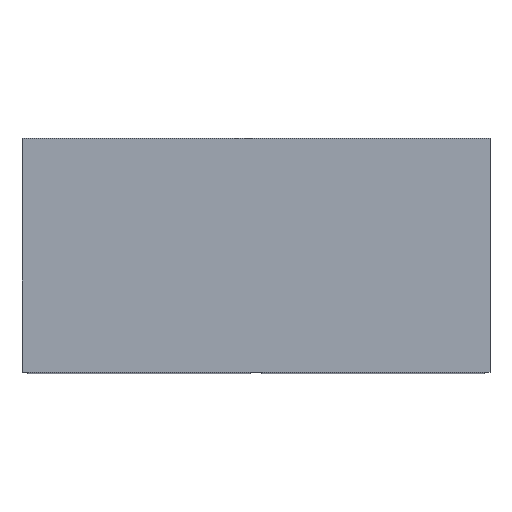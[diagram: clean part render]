
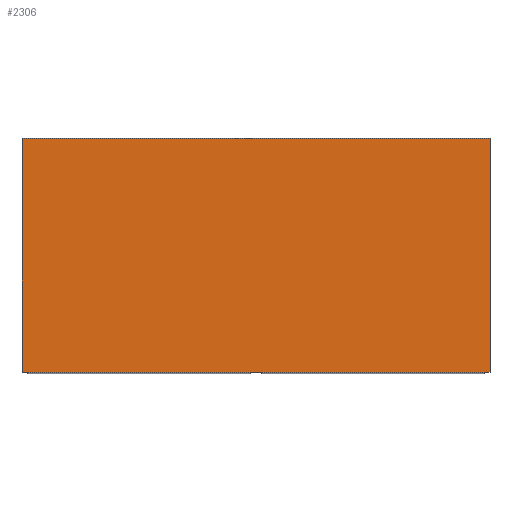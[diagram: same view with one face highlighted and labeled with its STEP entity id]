
A CAD part, top view. The second image highlights one B-rep face of the part: STEP entity #2306.
In plain terms, the highlighted planar face has unit normal (0, 0, 1).
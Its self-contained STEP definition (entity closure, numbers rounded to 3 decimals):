
#44 = PLANE('',#45);
#45 = AXIS2_PLACEMENT_3D('',#46,#47,#48);
#46 = CARTESIAN_POINT('',(-390.,-200.,-590.));
#47 = DIRECTION('',(0.,1.,0.));
#48 = DIRECTION('',(0.,0.,1.));
#100 = PLANE('',#101);
#101 = AXIS2_PLACEMENT_3D('',#102,#103,#104);
#102 = CARTESIAN_POINT('',(-390.,200.,-590.));
#103 = DIRECTION('',(0.,1.,0.));
#104 = DIRECTION('',(0.,0.,1.));
#215 = VERTEX_POINT('',#216);
#216 = CARTESIAN_POINT('',(-400.,-200.,600.));
#230 = PLANE('',#231);
#231 = AXIS2_PLACEMENT_3D('',#232,#233,#234);
#232 = CARTESIAN_POINT('',(-400.,-200.,-600.));
#233 = DIRECTION('',(1.,0.,0.));
#234 = DIRECTION('',(0.,0.,1.));
#242 = EDGE_CURVE('',#215,#243,#245,.T.);
#243 = VERTEX_POINT('',#244);
#244 = CARTESIAN_POINT('',(400.,-200.,600.));
#245 = SURFACE_CURVE('',#246,(#250,#257),.PCURVE_S1.);
#246 = LINE('',#247,#248);
#247 = CARTESIAN_POINT('',(-400.,-200.,600.));
#248 = VECTOR('',#249,1.);
#249 = DIRECTION('',(1.,0.,0.));
#250 = PCURVE('',#44,#251);
#251 = DEFINITIONAL_REPRESENTATION('',(#252),#256);
#252 = LINE('',#253,#254);
#253 = CARTESIAN_POINT('',(1190.,-10.));
#254 = VECTOR('',#255,1.);
#255 = DIRECTION('',(0.,1.));
#256 = ( GEOMETRIC_REPRESENTATION_CONTEXT(2) 
PARAMETRIC_REPRESENTATION_CONTEXT() REPRESENTATION_CONTEXT('2D SPACE',''
  ) );
#257 = PCURVE('',#258,#263);
#258 = PLANE('',#259);
#259 = AXIS2_PLACEMENT_3D('',#260,#261,#262);
#260 = CARTESIAN_POINT('',(-400.,-200.,600.));
#261 = DIRECTION('',(0.,0.,1.));
#262 = DIRECTION('',(1.,0.,0.));
#263 = DEFINITIONAL_REPRESENTATION('',(#264),#268);
#264 = LINE('',#265,#266);
#265 = CARTESIAN_POINT('',(0.,0.));
#266 = VECTOR('',#267,1.);
#267 = DIRECTION('',(1.,0.));
#268 = ( GEOMETRIC_REPRESENTATION_CONTEXT(2) 
PARAMETRIC_REPRESENTATION_CONTEXT() REPRESENTATION_CONTEXT('2D SPACE',''
  ) );
#286 = PLANE('',#287);
#287 = AXIS2_PLACEMENT_3D('',#288,#289,#290);
#288 = CARTESIAN_POINT('',(400.,-200.,-600.));
#289 = DIRECTION('',(1.,0.,0.));
#290 = DIRECTION('',(0.,0.,1.));
#537 = VERTEX_POINT('',#538);
#538 = CARTESIAN_POINT('',(-400.,200.,600.));
#559 = EDGE_CURVE('',#537,#560,#562,.T.);
#560 = VERTEX_POINT('',#561);
#561 = CARTESIAN_POINT('',(400.,200.,600.));
#562 = SURFACE_CURVE('',#563,(#567,#574),.PCURVE_S1.);
#563 = LINE('',#564,#565);
#564 = CARTESIAN_POINT('',(-400.,200.,600.));
#565 = VECTOR('',#566,1.);
#566 = DIRECTION('',(1.,0.,0.));
#567 = PCURVE('',#100,#568);
#568 = DEFINITIONAL_REPRESENTATION('',(#569),#573);
#569 = LINE('',#570,#571);
#570 = CARTESIAN_POINT('',(1190.,-10.));
#571 = VECTOR('',#572,1.);
#572 = DIRECTION('',(0.,1.));
#573 = ( GEOMETRIC_REPRESENTATION_CONTEXT(2) 
PARAMETRIC_REPRESENTATION_CONTEXT() REPRESENTATION_CONTEXT('2D SPACE',''
  ) );
#574 = PCURVE('',#258,#575);
#575 = DEFINITIONAL_REPRESENTATION('',(#576),#580);
#576 = LINE('',#577,#578);
#577 = CARTESIAN_POINT('',(0.,400.));
#578 = VECTOR('',#579,1.);
#579 = DIRECTION('',(1.,0.));
#580 = ( GEOMETRIC_REPRESENTATION_CONTEXT(2) 
PARAMETRIC_REPRESENTATION_CONTEXT() REPRESENTATION_CONTEXT('2D SPACE',''
  ) );
#1262 = EDGE_CURVE('',#215,#537,#1263,.T.);
#1263 = SURFACE_CURVE('',#1264,(#1268,#1275),.PCURVE_S1.);
#1264 = LINE('',#1265,#1266);
#1265 = CARTESIAN_POINT('',(-400.,-200.,600.));
#1266 = VECTOR('',#1267,1.);
#1267 = DIRECTION('',(0.,1.,0.));
#1268 = PCURVE('',#230,#1269);
#1269 = DEFINITIONAL_REPRESENTATION('',(#1270),#1274);
#1270 = LINE('',#1271,#1272);
#1271 = CARTESIAN_POINT('',(1200.,0.));
#1272 = VECTOR('',#1273,1.);
#1273 = DIRECTION('',(0.,-1.));
#1274 = ( GEOMETRIC_REPRESENTATION_CONTEXT(2) 
PARAMETRIC_REPRESENTATION_CONTEXT() REPRESENTATION_CONTEXT('2D SPACE',''
  ) );
#1275 = PCURVE('',#258,#1276);
#1276 = DEFINITIONAL_REPRESENTATION('',(#1277),#1281);
#1277 = LINE('',#1278,#1279);
#1278 = CARTESIAN_POINT('',(0.,0.));
#1279 = VECTOR('',#1280,1.);
#1280 = DIRECTION('',(0.,1.));
#1281 = ( GEOMETRIC_REPRESENTATION_CONTEXT(2) 
PARAMETRIC_REPRESENTATION_CONTEXT() REPRESENTATION_CONTEXT('2D SPACE',''
  ) );
#2286 = EDGE_CURVE('',#243,#560,#2287,.T.);
#2287 = SURFACE_CURVE('',#2288,(#2292,#2299),.PCURVE_S1.);
#2288 = LINE('',#2289,#2290);
#2289 = CARTESIAN_POINT('',(400.,-200.,600.));
#2290 = VECTOR('',#2291,1.);
#2291 = DIRECTION('',(0.,1.,0.));
#2292 = PCURVE('',#286,#2293);
#2293 = DEFINITIONAL_REPRESENTATION('',(#2294),#2298);
#2294 = LINE('',#2295,#2296);
#2295 = CARTESIAN_POINT('',(1200.,0.));
#2296 = VECTOR('',#2297,1.);
#2297 = DIRECTION('',(0.,-1.));
#2298 = ( GEOMETRIC_REPRESENTATION_CONTEXT(2) 
PARAMETRIC_REPRESENTATION_CONTEXT() REPRESENTATION_CONTEXT('2D SPACE',''
  ) );
#2299 = PCURVE('',#258,#2300);
#2300 = DEFINITIONAL_REPRESENTATION('',(#2301),#2305);
#2301 = LINE('',#2302,#2303);
#2302 = CARTESIAN_POINT('',(800.,0.));
#2303 = VECTOR('',#2304,1.);
#2304 = DIRECTION('',(0.,1.));
#2305 = ( GEOMETRIC_REPRESENTATION_CONTEXT(2) 
PARAMETRIC_REPRESENTATION_CONTEXT() REPRESENTATION_CONTEXT('2D SPACE',''
  ) );
#2306 = ADVANCED_FACE('',(#2307),#258,.T.);
#2307 = FACE_BOUND('',#2308,.T.);
#2308 = EDGE_LOOP('',(#2309,#2310,#2311,#2312));
#2309 = ORIENTED_EDGE('',*,*,#1262,.F.);
#2310 = ORIENTED_EDGE('',*,*,#242,.T.);
#2311 = ORIENTED_EDGE('',*,*,#2286,.T.);
#2312 = ORIENTED_EDGE('',*,*,#559,.F.);
